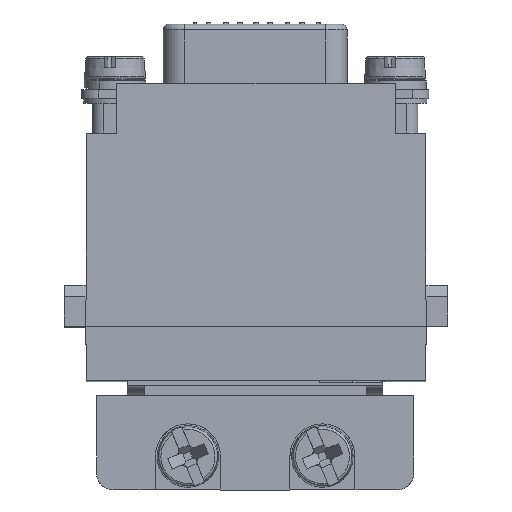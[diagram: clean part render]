
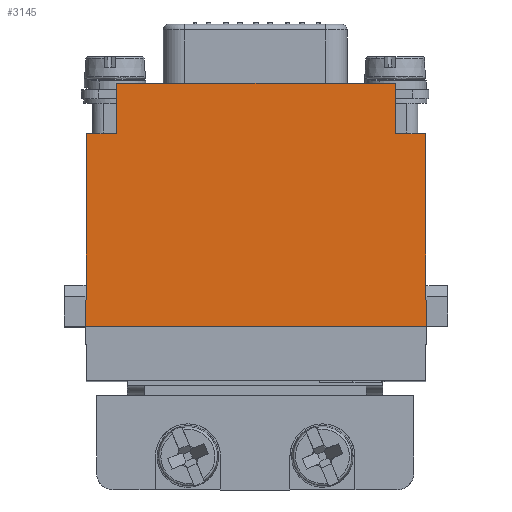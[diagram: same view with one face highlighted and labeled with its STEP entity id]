
A CAD part, top view. The second image highlights one B-rep face of the part: STEP entity #3145.
In plain terms, the highlighted planar face has unit normal (0, 0.009, 1).
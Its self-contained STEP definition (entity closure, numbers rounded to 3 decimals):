
#3145=ADVANCED_FACE('',(#4228),#3567,.T.);
#3567=PLANE('',#16976);
#4228=FACE_OUTER_BOUND('',#5034,.T.);
#5034=EDGE_LOOP('',(#9181,#9182,#9183,#9184,#9185,#9186,#9187,#9188));
#9181=ORIENTED_EDGE('',*,*,#13342,.T.);
#9182=ORIENTED_EDGE('',*,*,#13341,.T.);
#9183=ORIENTED_EDGE('',*,*,#13294,.F.);
#9184=ORIENTED_EDGE('',*,*,#13343,.F.);
#9185=ORIENTED_EDGE('',*,*,#13344,.F.);
#9186=ORIENTED_EDGE('',*,*,#13345,.T.);
#9187=ORIENTED_EDGE('',*,*,#13309,.F.);
#9188=ORIENTED_EDGE('',*,*,#13327,.T.);
#11361=VERTEX_POINT('',#35908);
#11362=VERTEX_POINT('',#35910);
#11374=VERTEX_POINT('',#35938);
#11375=VERTEX_POINT('',#35940);
#11390=VERTEX_POINT('',#35980);
#11394=VERTEX_POINT('',#35994);
#11401=VERTEX_POINT('',#36011);
#11402=VERTEX_POINT('',#36013);
#13294=EDGE_CURVE('',#11361,#11362,#14509,.T.);
#13309=EDGE_CURVE('',#11374,#11375,#14524,.T.);
#13327=EDGE_CURVE('',#11374,#11390,#14540,.T.);
#13341=EDGE_CURVE('',#11394,#11362,#14554,.T.);
#13342=EDGE_CURVE('',#11390,#11394,#14555,.T.);
#13343=EDGE_CURVE('',#11401,#11361,#14556,.T.);
#13344=EDGE_CURVE('',#11402,#11401,#14557,.T.);
#13345=EDGE_CURVE('',#11402,#11375,#14558,.T.);
#14509=LINE('',#35909,#15557);
#14524=LINE('',#35939,#15572);
#14540=LINE('',#35981,#15588);
#14554=LINE('',#36007,#15602);
#14555=LINE('',#36009,#15603);
#14556=LINE('',#36010,#15604);
#14557=LINE('',#36012,#15605);
#14558=LINE('',#36014,#15606);
#15557=VECTOR('',#19487,1.);
#15572=VECTOR('',#19506,1.);
#15588=VECTOR('',#19526,1.);
#15602=VECTOR('',#19544,1.);
#15603=VECTOR('',#19547,1.);
#15604=VECTOR('',#19548,1.);
#15605=VECTOR('',#19549,1.);
#15606=VECTOR('',#19550,1.);
#16976=AXIS2_PLACEMENT_3D('',#36015,#19551,#19552);
#19487=DIRECTION('',(1.,0.,0.));
#19506=DIRECTION('',(1.,0.,0.));
#19526=DIRECTION('',(-0.003,-1.,0.009));
#19544=DIRECTION('',(-0.003,1.,-0.009));
#19547=DIRECTION('',(1.,0.,0.));
#19548=DIRECTION('',(0.005,-1.,0.009));
#19549=DIRECTION('',(1.,0.,0.));
#19550=DIRECTION('',(-0.005,-1.,0.009));
#19551=DIRECTION('',(0.,0.009,1.));
#19552=DIRECTION('',(0.,-1.,0.009));
#35908=CARTESIAN_POINT('',(-136.551,-82.544,7.26));
#35909=CARTESIAN_POINT('',(-136.551,-82.544,7.26));
#35910=CARTESIAN_POINT('',(-133.886,-82.544,7.26));
#35938=CARTESIAN_POINT('',(-164.117,-82.544,7.26));
#35939=CARTESIAN_POINT('',(-164.117,-82.544,7.26));
#35940=CARTESIAN_POINT('',(-161.451,-82.544,7.26));
#35980=CARTESIAN_POINT('',(-164.176,-99.694,7.41));
#35981=CARTESIAN_POINT('',(-164.117,-82.544,7.26));
#35994=CARTESIAN_POINT('',(-133.826,-99.694,7.41));
#36007=CARTESIAN_POINT('',(-133.826,-99.694,7.41));
#36009=CARTESIAN_POINT('',(-164.176,-99.694,7.41));
#36010=CARTESIAN_POINT('',(-136.575,-78.044,7.221));
#36011=CARTESIAN_POINT('',(-136.575,-78.044,7.221));
#36012=CARTESIAN_POINT('',(-161.428,-78.044,7.221));
#36013=CARTESIAN_POINT('',(-161.428,-78.044,7.221));
#36014=CARTESIAN_POINT('',(-161.428,-78.044,7.221));
#36015=CARTESIAN_POINT('',(-132.876,-99.694,7.41));
